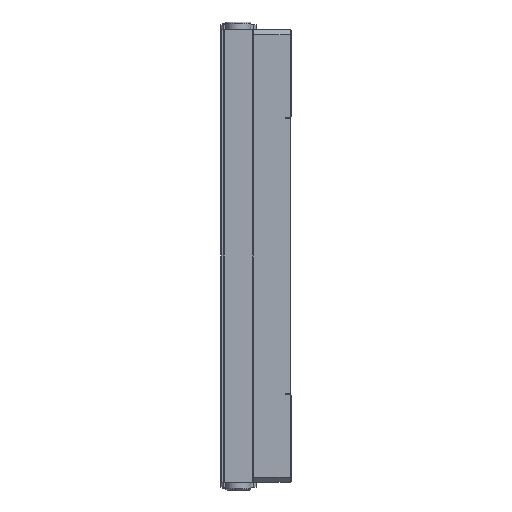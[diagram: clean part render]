
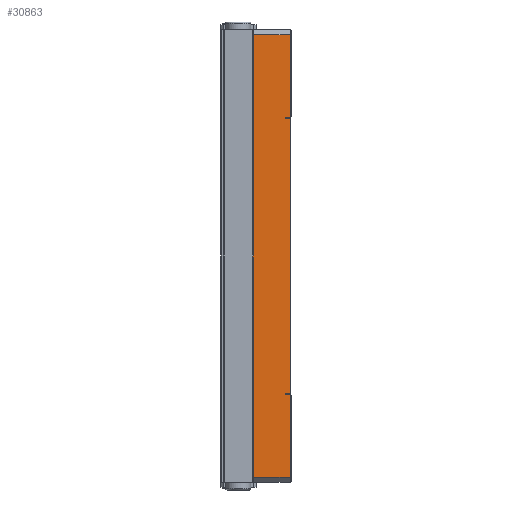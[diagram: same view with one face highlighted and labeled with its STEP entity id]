
A CAD part, left-side view. The second image highlights one B-rep face of the part: STEP entity #30863.
In plain terms, the highlighted planar face has unit normal (-1, 0, 0).
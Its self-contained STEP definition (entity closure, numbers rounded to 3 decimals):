
#51 = ORIENTED_EDGE ( 'NONE', *, *, #12442, .T. ) ;
#165 = LINE ( 'NONE', #41375, #5724 ) ;
#506 = DIRECTION ( 'NONE',  ( 0., 0., -1. ) ) ;
#757 = LINE ( 'NONE', #39447, #13902 ) ;
#1266 = ORIENTED_EDGE ( 'NONE', *, *, #17363, .F. ) ;
#1401 = EDGE_CURVE ( 'NONE', #13240, #25582, #165, .T. ) ;
#1415 = CARTESIAN_POINT ( 'NONE',  ( -12., 0., 44. ) ) ;
#1760 = VERTEX_POINT ( 'NONE', #25442 ) ;
#2188 = VERTEX_POINT ( 'NONE', #18522 ) ;
#2329 = LINE ( 'NONE', #25514, #28363 ) ;
#2884 = DIRECTION ( 'NONE',  ( 0., 1., 0. ) ) ;
#3241 = ORIENTED_EDGE ( 'NONE', *, *, #27067, .T. ) ;
#3550 = EDGE_CURVE ( 'NONE', #13240, #28673, #31367, .T. ) ;
#4321 = ORIENTED_EDGE ( 'NONE', *, *, #1401, .T. ) ;
#4946 = DIRECTION ( 'NONE',  ( 0., 0., 1. ) ) ;
#5363 = CARTESIAN_POINT ( 'NONE',  ( -12., -7.3, 45. ) ) ;
#5502 = EDGE_CURVE ( 'NONE', #28673, #1760, #757, .T. ) ;
#5724 = VECTOR ( 'NONE', #2884, 1000. ) ;
#7100 = CARTESIAN_POINT ( 'NONE',  ( -12., -7.3, 27.4 ) ) ;
#8086 = DIRECTION ( 'NONE',  ( 0., 1., 0. ) ) ;
#8490 = ORIENTED_EDGE ( 'NONE', *, *, #14567, .F. ) ;
#8885 = CARTESIAN_POINT ( 'NONE',  ( -12., -6.3, 27.5 ) ) ;
#9066 = DIRECTION ( 'NONE',  ( 0., 1., 0. ) ) ;
#9211 = DIRECTION ( 'NONE',  ( 0., 0., -1. ) ) ;
#10308 = ORIENTED_EDGE ( 'NONE', *, *, #35415, .T. ) ;
#10555 = EDGE_CURVE ( 'NONE', #10940, #17099, #14361, .T. ) ;
#10747 = LINE ( 'NONE', #20380, #24040 ) ;
#10893 = DIRECTION ( 'NONE',  ( 0., 0., 1. ) ) ;
#10940 = VERTEX_POINT ( 'NONE', #36905 ) ;
#11251 = VERTEX_POINT ( 'NONE', #35617 ) ;
#11324 = CARTESIAN_POINT ( 'NONE',  ( -12., 0., -44. ) ) ;
#11504 = CARTESIAN_POINT ( 'NONE',  ( -12., -7.3, -27.4 ) ) ;
#11539 = LINE ( 'NONE', #11324, #28493 ) ;
#11961 = DIRECTION ( 'NONE',  ( 0., -1., 0. ) ) ;
#12442 = EDGE_CURVE ( 'NONE', #40766, #19658, #10747, .T. ) ;
#12780 = CARTESIAN_POINT ( 'NONE',  ( -12., 0., -44. ) ) ;
#13240 = VERTEX_POINT ( 'NONE', #7100 ) ;
#13658 = AXIS2_PLACEMENT_3D ( 'NONE', #24962, #37710, #9066 ) ;
#13902 = VECTOR ( 'NONE', #8086, 1000. ) ;
#14142 = EDGE_LOOP ( 'NONE', ( #3241, #36808, #37104, #8490, #23917, #31492, #4321, #1266, #28686, #19834, #10308, #51 ) ) ;
#14361 = LINE ( 'NONE', #5363, #25128 ) ;
#14567 = EDGE_CURVE ( 'NONE', #1760, #36560, #25940, .T. ) ;
#15144 = VECTOR ( 'NONE', #32413, 1000. ) ;
#17099 = VERTEX_POINT ( 'NONE', #38413 ) ;
#17363 = EDGE_CURVE ( 'NONE', #2188, #25582, #36912, .T. ) ;
#17719 = DIRECTION ( 'NONE',  ( 0., 0., -1. ) ) ;
#18522 = CARTESIAN_POINT ( 'NONE',  ( -12., -6.3, 27.5 ) ) ;
#19588 = EDGE_CURVE ( 'NONE', #2188, #26888, #34730, .T. ) ;
#19658 = VERTEX_POINT ( 'NONE', #12780 ) ;
#19677 = CARTESIAN_POINT ( 'NONE',  ( -12., -6.3, 27.5 ) ) ;
#19834 = ORIENTED_EDGE ( 'NONE', *, *, #39163, .T. ) ;
#20380 = CARTESIAN_POINT ( 'NONE',  ( -12., 0., 45. ) ) ;
#20740 = LINE ( 'NONE', #39538, #39076 ) ;
#20955 = VECTOR ( 'NONE', #9211, 1000. ) ;
#21576 = DIRECTION ( 'NONE',  ( 0., -1., 0. ) ) ;
#22747 = DIRECTION ( 'NONE',  ( 0., -1., 0. ) ) ;
#23419 = VECTOR ( 'NONE', #22747, 1000. ) ;
#23917 = ORIENTED_EDGE ( 'NONE', *, *, #5502, .F. ) ;
#24040 = VECTOR ( 'NONE', #506, 1000. ) ;
#24962 = CARTESIAN_POINT ( 'NONE',  ( -12., 0., 45. ) ) ;
#25128 = VECTOR ( 'NONE', #4946, 1000. ) ;
#25442 = CARTESIAN_POINT ( 'NONE',  ( -12., -6.3, -27.4 ) ) ;
#25514 = CARTESIAN_POINT ( 'NONE',  ( -12., 0., 44. ) ) ;
#25582 = VERTEX_POINT ( 'NONE', #30173 ) ;
#25940 = LINE ( 'NONE', #19677, #15144 ) ;
#26612 = CARTESIAN_POINT ( 'NONE',  ( -12., -7.3, 27.5 ) ) ;
#26888 = VERTEX_POINT ( 'NONE', #26612 ) ;
#27067 = EDGE_CURVE ( 'NONE', #19658, #10940, #11539, .T. ) ;
#27605 = VECTOR ( 'NONE', #21576, 1000. ) ;
#27642 = DIRECTION ( 'NONE',  ( 0., 1., 0. ) ) ;
#28072 = CARTESIAN_POINT ( 'NONE',  ( -12., -6.3, -27.5 ) ) ;
#28300 = PLANE ( 'NONE',  #13658 ) ;
#28363 = VECTOR ( 'NONE', #27642, 1000. ) ;
#28450 = CARTESIAN_POINT ( 'NONE',  ( -12., -7.3, -27.4 ) ) ;
#28493 = VECTOR ( 'NONE', #11961, 1000. ) ;
#28673 = VERTEX_POINT ( 'NONE', #11504 ) ;
#28686 = ORIENTED_EDGE ( 'NONE', *, *, #19588, .T. ) ;
#29301 = EDGE_CURVE ( 'NONE', #36560, #17099, #29409, .T. ) ;
#29409 = LINE ( 'NONE', #32152, #23419 ) ;
#30173 = CARTESIAN_POINT ( 'NONE',  ( -12., -6.3, 27.4 ) ) ;
#30771 = CARTESIAN_POINT ( 'NONE',  ( -12., -7.3, 27.5 ) ) ;
#30863 = ADVANCED_FACE ( 'NONE', ( #38130 ), #28300, .F. ) ;
#31367 = LINE ( 'NONE', #28450, #20955 ) ;
#31492 = ORIENTED_EDGE ( 'NONE', *, *, #3550, .F. ) ;
#32152 = CARTESIAN_POINT ( 'NONE',  ( -12., -7.3, -27.5 ) ) ;
#32377 = VECTOR ( 'NONE', #17719, 1000. ) ;
#32413 = DIRECTION ( 'NONE',  ( 0., 0., -1. ) ) ;
#34730 = LINE ( 'NONE', #30771, #27605 ) ;
#35415 = EDGE_CURVE ( 'NONE', #11251, #40766, #2329, .T. ) ;
#35617 = CARTESIAN_POINT ( 'NONE',  ( -12., -7.3, 44. ) ) ;
#36560 = VERTEX_POINT ( 'NONE', #28072 ) ;
#36808 = ORIENTED_EDGE ( 'NONE', *, *, #10555, .T. ) ;
#36905 = CARTESIAN_POINT ( 'NONE',  ( -12., -7.3, -44. ) ) ;
#36912 = LINE ( 'NONE', #8885, #32377 ) ;
#37104 = ORIENTED_EDGE ( 'NONE', *, *, #29301, .F. ) ;
#37710 = DIRECTION ( 'NONE',  ( 1., 0., 0. ) ) ;
#38130 = FACE_OUTER_BOUND ( 'NONE', #14142, .T. ) ;
#38413 = CARTESIAN_POINT ( 'NONE',  ( -12., -7.3, -27.5 ) ) ;
#39076 = VECTOR ( 'NONE', #10893, 1000. ) ;
#39163 = EDGE_CURVE ( 'NONE', #26888, #11251, #20740, .T. ) ;
#39447 = CARTESIAN_POINT ( 'NONE',  ( -12., -7.3, -27.4 ) ) ;
#39538 = CARTESIAN_POINT ( 'NONE',  ( -12., -7.3, 45. ) ) ;
#40766 = VERTEX_POINT ( 'NONE', #1415 ) ;
#41375 = CARTESIAN_POINT ( 'NONE',  ( -12., -7.3, 27.4 ) ) ;
